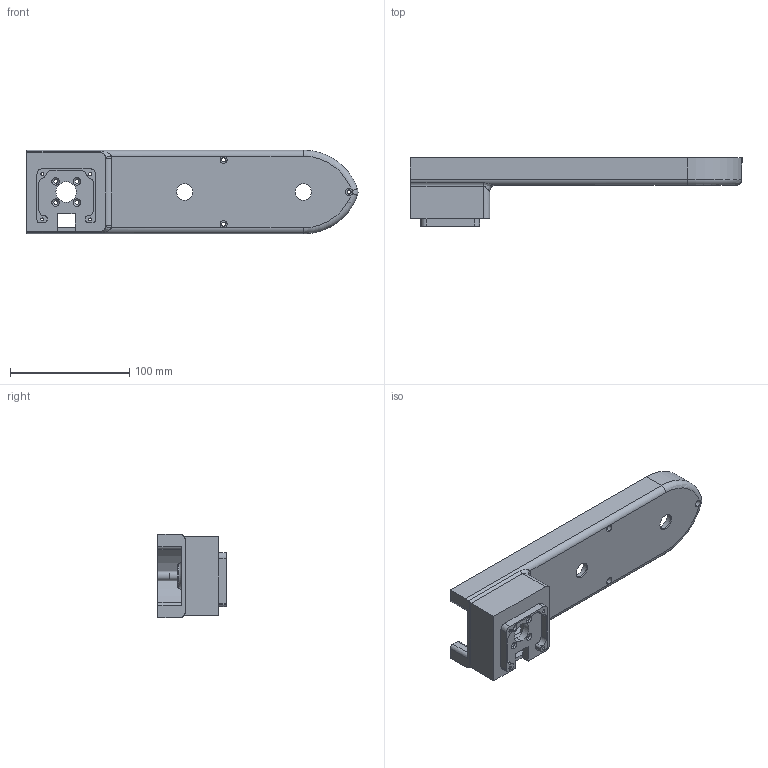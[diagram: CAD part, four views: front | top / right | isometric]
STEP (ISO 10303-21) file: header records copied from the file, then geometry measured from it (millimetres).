
FILE_DESCRIPTION (( 'STEP AP214' ), '1' );
FILE_NAME ('MirrorUpperLegCover (2).STEP', '2023-12-11T13:50:20', ( '' ), ( '' ), 'SwSTEP 2.0', 'SolidWorks 2023', '' );
FILE_SCHEMA (( 'AUTOMOTIVE_DESIGN' ));
Length unit declared in the file: millimetre
Products named in the file (1): MirrorUpperLegCover (2)
Bounding box: 277.88 x 57.2 x 70 mm (x, y, z)
Volume: 128284 mm3; surface area: 80361.5 mm2
Topology: 2 solids, 2 shells, 176 faces, 472 edges, 306 vertices
Faces by surface type: cylinder 98, plane 59, torus 9, cone 8, bspline 2
Entity records: 5902 total; most frequent: CARTESIAN_POINT 1198, DIRECTION 1040, ORIENTED_EDGE 944, EDGE_CURVE 472, AXIS2_PLACEMENT_3D 400, VERTEX_POINT 306, VECTOR 240, LINE 240
